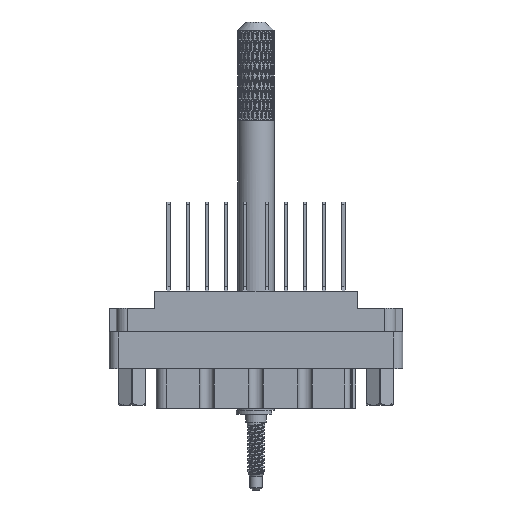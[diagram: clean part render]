
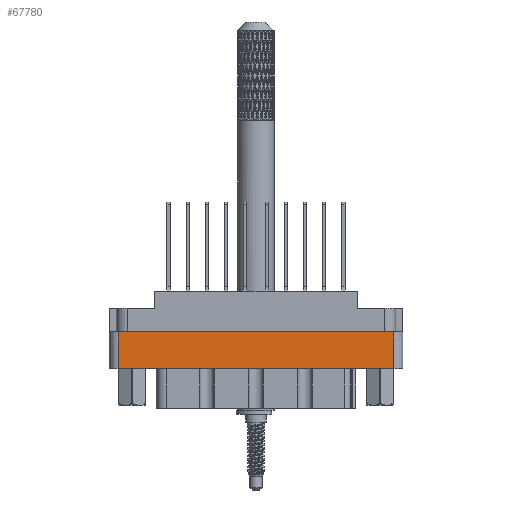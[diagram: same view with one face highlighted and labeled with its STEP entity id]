
A CAD part, front view. The second image highlights one B-rep face of the part: STEP entity #67780.
In plain terms, the highlighted planar face has unit normal (0, -1, 0).
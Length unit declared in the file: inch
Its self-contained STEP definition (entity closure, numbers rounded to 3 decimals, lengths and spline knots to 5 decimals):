
#7770 = CARTESIAN_POINT ( 'NONE',  ( -0.938, -0.438, -0.277 ) ) ;
#8760 = EDGE_LOOP ( 'NONE', ( #56236, #67676, #63900, #87396 ) ) ;
#10704 = CARTESIAN_POINT ( 'NONE',  ( -0.938, -0.438, -0.798 ) ) ;
#12396 = CARTESIAN_POINT ( 'NONE',  ( -1., -0.438, -0.798 ) ) ;
#13305 = VERTEX_POINT ( 'NONE', #88116 ) ;
#15979 = DIRECTION ( 'NONE',  ( 0., 0., 1. ) ) ;
#16097 = VECTOR ( 'NONE', #17560, 39.37008 ) ;
#17560 = DIRECTION ( 'NONE',  ( -1., 0., 0. ) ) ;
#19680 = LINE ( 'NONE', #66503, #38831 ) ;
#20421 = DIRECTION ( 'NONE',  ( 0., -1., 0. ) ) ;
#26624 = EDGE_CURVE ( 'NONE', #74462, #13305, #31090, .T. ) ;
#29783 = LINE ( 'NONE', #10704, #35396 ) ;
#31090 = LINE ( 'NONE', #61115, #16097 ) ;
#33997 = DIRECTION ( 'NONE',  ( 1., 0., 0. ) ) ;
#35396 = VECTOR ( 'NONE', #71034, 39.37008 ) ;
#38831 = VECTOR ( 'NONE', #33997, 39.37008 ) ;
#38989 = LINE ( 'NONE', #68355, #112790 ) ;
#40898 = CARTESIAN_POINT ( 'NONE',  ( 0.938, -0.438, -0.529 ) ) ;
#48302 = AXIS2_PLACEMENT_3D ( 'NONE', #12396, #20421, #81507 ) ;
#56236 = ORIENTED_EDGE ( 'NONE', *, *, #96417, .F. ) ;
#60867 = EDGE_CURVE ( 'NONE', #82217, #13305, #29783, .T. ) ;
#61115 = CARTESIAN_POINT ( 'NONE',  ( 0., -0.438, -0.529 ) ) ;
#63671 = CARTESIAN_POINT ( 'NONE',  ( 0.938, -0.438, -0.277 ) ) ;
#63900 = ORIENTED_EDGE ( 'NONE', *, *, #26624, .F. ) ;
#65134 = PLANE ( 'NONE',  #48302 ) ;
#66503 = CARTESIAN_POINT ( 'NONE',  ( 0., -0.438, -0.277 ) ) ;
#67676 = ORIENTED_EDGE ( 'NONE', *, *, #60867, .T. ) ;
#67780 = ADVANCED_FACE ( 'NONE', ( #97895 ), #65134, .T. ) ;
#68355 = CARTESIAN_POINT ( 'NONE',  ( 0.938, -0.438, -0.798 ) ) ;
#71034 = DIRECTION ( 'NONE',  ( 0., 0., -1. ) ) ;
#74462 = VERTEX_POINT ( 'NONE', #40898 ) ;
#81507 = DIRECTION ( 'NONE',  ( 0., 0., -1. ) ) ;
#82217 = VERTEX_POINT ( 'NONE', #7770 ) ;
#84527 = EDGE_CURVE ( 'NONE', #74462, #100557, #38989, .T. ) ;
#87396 = ORIENTED_EDGE ( 'NONE', *, *, #84527, .T. ) ;
#88116 = CARTESIAN_POINT ( 'NONE',  ( -0.938, -0.438, -0.529 ) ) ;
#96417 = EDGE_CURVE ( 'NONE', #82217, #100557, #19680, .T. ) ;
#97895 = FACE_OUTER_BOUND ( 'NONE', #8760, .T. ) ;
#100557 = VERTEX_POINT ( 'NONE', #63671 ) ;
#112790 = VECTOR ( 'NONE', #15979, 39.37008 ) ;
